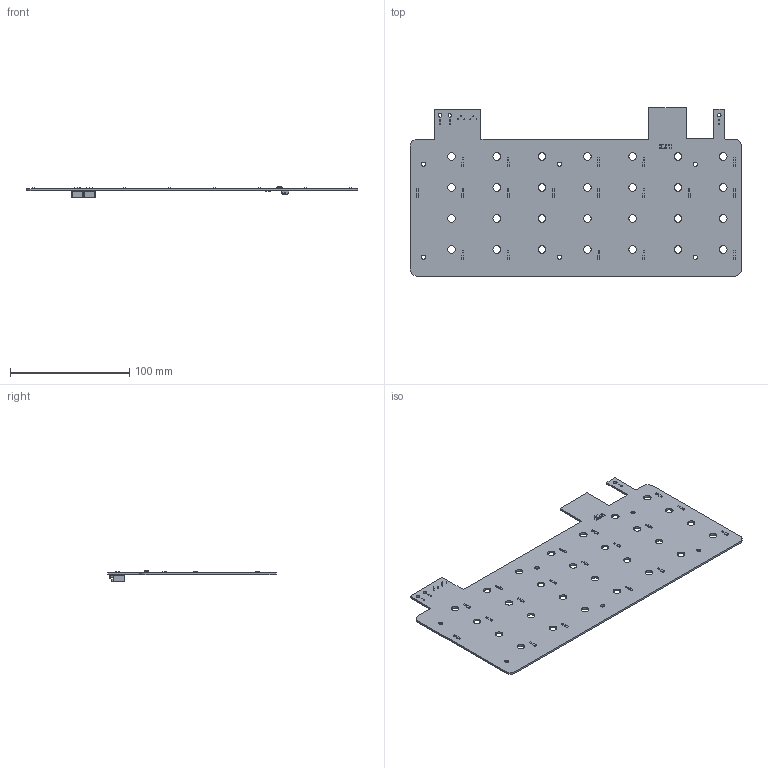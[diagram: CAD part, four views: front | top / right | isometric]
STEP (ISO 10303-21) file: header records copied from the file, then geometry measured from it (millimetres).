
FILE_DESCRIPTION(('KiCad electronic assembly'),'2;1');
FILE_NAME('ThermistorComparator.step','2023-02-23T18:46:51',('An Author' ),('A Company'),'Open CASCADE STEP processor 6.9', 'KiCad to STEP converter','Unknown');
FILE_SCHEMA(('AUTOMOTIVE_DESIGN { 1 0 10303 214 1 1 1 1 }'));
Length unit declared in the file: millimetre
Products named in the file (18): Open CASCADE STEP translator 6.9 1; R_1210_3225Metric; SOLID; C_1210_3225Metric; R_0805_2012Metric; R_1206_3216Metric; C_2220_5650Metric; C_0603_1608Metric; SOP-4_3.8x4.1mm_P2.54mm; Potentiometer_Bourns_3299P_Horizontal; COMPOUND
Assembly tree (55 placements, depth 3):
  Open CASCADE STEP translator 6.9 1
    R_1210_3225Metric
      SOLID
    C_1210_3225Metric  x2
      SOLID
    R_0805_2012Metric  x20
      SOLID
    R_1206_3216Metric  x18
      SOLID
    C_2220_5650Metric
      SOLID
    C_0603_1608Metric
      SOLID
    SOP-4_3.8x4.1mm_P2.54mm
      SOLID
    Potentiometer_Bourns_3299P_Horizontal  x2
      SOLID
    COMPOUND
Bounding box: 277.98 x 141.17 x 10 mm (x, y, z)
Volume: 54105.7 mm3; surface area: 70219.9 mm2
Topology: 47 solids, 47 shells, 1411 faces, 3676 edges, 2366 vertices
Faces by surface type: plane 891, cylinder 474, bspline 28, sphere 8, revolution 6, torus 4
Full cylindrical faces by diameter (mm): 0.5 x1, 0.51 x6, 0.8 x6, 1.02 x6, 2 x2, 3 x3, 3.572 x6, 6.35 x28
Entity records: 29098 total; most frequent: CARTESIAN_POINT 5479, DIRECTION 4042, LINE 2337, VECTOR 2337, ORIENTED_EDGE 2050, PCURVE 2050, DEFINITIONAL_REPRESENTATION 2050, EDGE_CURVE 1025
